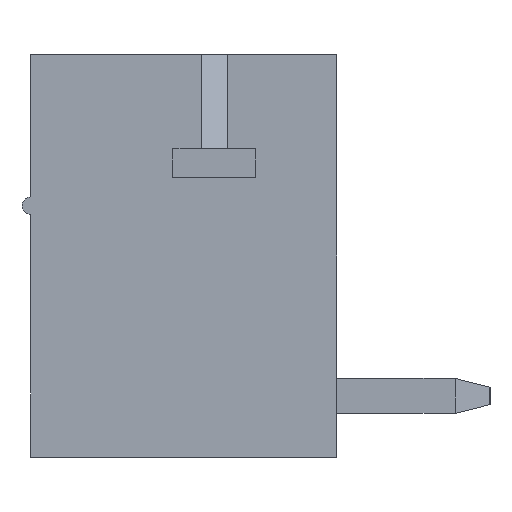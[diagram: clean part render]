
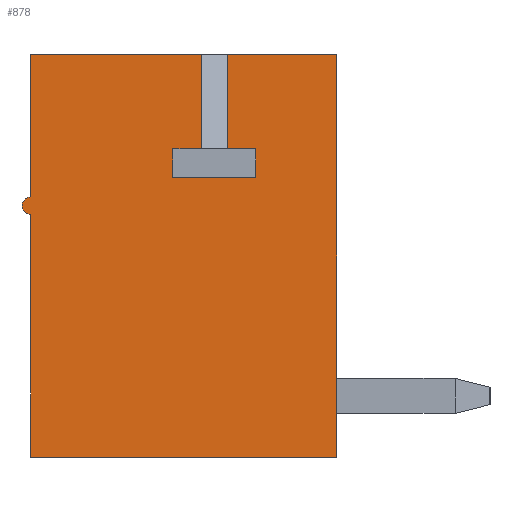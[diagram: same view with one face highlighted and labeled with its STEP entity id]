
A CAD part, left-side view. The second image highlights one B-rep face of the part: STEP entity #878.
In plain terms, the highlighted planar face has unit normal (-1, 0, 0).
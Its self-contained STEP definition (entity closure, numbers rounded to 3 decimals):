
#878 = ADVANCED_FACE( '', ( #1799 ), #1800, .F. );
#1799 = FACE_OUTER_BOUND( '', #2764, .T. );
#1800 = PLANE( '', #2765 );
#2764 = EDGE_LOOP( '', ( #5220, #5221, #5222, #5223, #5224, #5225, #5226, #5227, #5228, #5229, #5230, #5231, #5232, #5233 ) );
#2765 = AXIS2_PLACEMENT_3D( '', #5234, #5235, #5236 );
#5220 = ORIENTED_EDGE( '', *, *, #6976, .T. );
#5221 = ORIENTED_EDGE( '', *, *, #6099, .T. );
#5222 = ORIENTED_EDGE( '', *, *, #6782, .F. );
#5223 = ORIENTED_EDGE( '', *, *, #6977, .T. );
#5224 = ORIENTED_EDGE( '', *, *, #6667, .T. );
#5225 = ORIENTED_EDGE( '', *, *, #6430, .T. );
#5226 = ORIENTED_EDGE( '', *, *, #6884, .F. );
#5227 = ORIENTED_EDGE( '', *, *, #6228, .F. );
#5228 = ORIENTED_EDGE( '', *, *, #6778, .F. );
#5229 = ORIENTED_EDGE( '', *, *, #6052, .T. );
#5230 = ORIENTED_EDGE( '', *, *, #6978, .T. );
#5231 = ORIENTED_EDGE( '', *, *, #6690, .T. );
#5232 = ORIENTED_EDGE( '', *, *, #6979, .T. );
#5233 = ORIENTED_EDGE( '', *, *, #6980, .T. );
#5234 = CARTESIAN_POINT( '', ( -12.025, 0., 0. ) );
#5235 = DIRECTION( '', ( 1., 0., 0. ) );
#5236 = DIRECTION( '', ( 0., 0., -1. ) );
#6052 = EDGE_CURVE( '', #7246, #7302, #7303, .T. );
#6099 = EDGE_CURVE( '', #7381, #7249, #7383, .T. );
#6228 = EDGE_CURVE( '', #7606, #7608, #7609, .T. );
#6430 = EDGE_CURVE( '', #7939, #7944, #7946, .T. );
#6667 = EDGE_CURVE( '', #8305, #7939, #8306, .F. );
#6690 = EDGE_CURVE( '', #8335, #8336, #8337, .T. );
#6778 = EDGE_CURVE( '', #7246, #7606, #8460, .T. );
#6782 = EDGE_CURVE( '', #8464, #7249, #8466, .T. );
#6884 = EDGE_CURVE( '', #7608, #7944, #8594, .T. );
#6976 = EDGE_CURVE( '', #8701, #7381, #8702, .T. );
#6977 = EDGE_CURVE( '', #8464, #8305, #8703, .T. );
#6978 = EDGE_CURVE( '', #7302, #8335, #8704, .T. );
#6979 = EDGE_CURVE( '', #8336, #8705, #8706, .T. );
#6980 = EDGE_CURVE( '', #8705, #8701, #8707, .T. );
#7246 = VERTEX_POINT( '', #9044 );
#7249 = VERTEX_POINT( '', #9048 );
#7302 = VERTEX_POINT( '', #9125 );
#7303 = LINE( '', #9126, #9127 );
#7381 = VERTEX_POINT( '', #9240 );
#7383 = LINE( '', #9243, #9244 );
#7606 = VERTEX_POINT( '', #9570 );
#7608 = VERTEX_POINT( '', #9573 );
#7609 = LINE( '', #9574, #9575 );
#7939 = VERTEX_POINT( '', #10055 );
#7944 = VERTEX_POINT( '', #10062 );
#7946 = LINE( '', #10065, #10066 );
#8305 = VERTEX_POINT( '', #10592 );
#8306 = CIRCLE( '', #10593, 0.2 );
#8335 = VERTEX_POINT( '', #10638 );
#8336 = VERTEX_POINT( '', #10639 );
#8337 = LINE( '', #10640, #10641 );
#8460 = LINE( '', #10835, #10836 );
#8464 = VERTEX_POINT( '', #10842 );
#8466 = LINE( '', #10845, #10846 );
#8594 = LINE( '', #11039, #11040 );
#8701 = VERTEX_POINT( '', #11193 );
#8702 = LINE( '', #11194, #11195 );
#8703 = LINE( '', #11196, #11197 );
#8704 = LINE( '', #11198, #11199 );
#8705 = VERTEX_POINT( '', #11200 );
#8706 = LINE( '', #11201, #11202 );
#8707 = LINE( '', #11203, #11204 );
#9044 = CARTESIAN_POINT( '', ( -12.025, -1.1, 4.6 ) );
#9048 = CARTESIAN_POINT( '', ( -12.025, -0.5, 4.6 ) );
#9125 = CARTESIAN_POINT( '', ( -12.025, -1.1, 2.45 ) );
#9126 = CARTESIAN_POINT( '', ( -12.025, -1.1, 4.6 ) );
#9127 = VECTOR( '', #11486, 1000. );
#9240 = CARTESIAN_POINT( '', ( -12.025, -0.5, 2.45 ) );
#9243 = CARTESIAN_POINT( '', ( -12.025, -0.5, 2.45 ) );
#9244 = VECTOR( '', #11529, 1000. );
#9570 = CARTESIAN_POINT( '', ( -12.025, -3.6, 4.6 ) );
#9573 = CARTESIAN_POINT( '', ( -12.025, -3.6, -4.6 ) );
#9574 = CARTESIAN_POINT( '', ( -12.025, -3.6, 4.6 ) );
#9575 = VECTOR( '', #11646, 1000. );
#10055 = CARTESIAN_POINT( '', ( -12.025, 3.4, 0.95 ) );
#10062 = CARTESIAN_POINT( '', ( -12.025, 3.4, -4.6 ) );
#10065 = CARTESIAN_POINT( '', ( -12.025, 3.4, 0. ) );
#10066 = VECTOR( '', #11830, 1000. );
#10592 = CARTESIAN_POINT( '', ( -12.025, 3.4, 1.35 ) );
#10593 = AXIS2_PLACEMENT_3D( '', #12040, #12041, #12042 );
#10638 = CARTESIAN_POINT( '', ( -12.025, -1.75, 2.45 ) );
#10639 = CARTESIAN_POINT( '', ( -12.025, -1.75, 1.8 ) );
#10640 = CARTESIAN_POINT( '', ( -12.025, -1.75, 2.45 ) );
#10641 = VECTOR( '', #12059, 1000. );
#10835 = CARTESIAN_POINT( '', ( -12.025, 3.6, 4.6 ) );
#10836 = VECTOR( '', #12146, 1000. );
#10842 = CARTESIAN_POINT( '', ( -12.025, 3.4, 4.6 ) );
#10845 = CARTESIAN_POINT( '', ( -12.025, 3.6, 4.6 ) );
#10846 = VECTOR( '', #12150, 1000. );
#11039 = CARTESIAN_POINT( '', ( -12.025, -3.6, -4.6 ) );
#11040 = VECTOR( '', #12222, 1000. );
#11193 = CARTESIAN_POINT( '', ( -12.025, 0.15, 2.45 ) );
#11194 = CARTESIAN_POINT( '', ( -12.025, 0.15, 2.45 ) );
#11195 = VECTOR( '', #12284, 1000. );
#11196 = CARTESIAN_POINT( '', ( -12.025, 3.4, 0. ) );
#11197 = VECTOR( '', #12285, 1000. );
#11198 = CARTESIAN_POINT( '', ( -12.025, -1.1, 2.45 ) );
#11199 = VECTOR( '', #12286, 1000. );
#11200 = CARTESIAN_POINT( '', ( -12.025, 0.15, 1.8 ) );
#11201 = CARTESIAN_POINT( '', ( -12.025, -1.75, 1.8 ) );
#11202 = VECTOR( '', #12287, 1000. );
#11203 = CARTESIAN_POINT( '', ( -12.025, 0.15, 1.8 ) );
#11204 = VECTOR( '', #12288, 1000. );
#11486 = DIRECTION( '', ( 0., 0., -1. ) );
#11529 = DIRECTION( '', ( 0., 0., 1. ) );
#11646 = DIRECTION( '', ( 0., 0., -1. ) );
#11830 = DIRECTION( '', ( 0., 0., -1. ) );
#12040 = CARTESIAN_POINT( '', ( -12.025, 3.4, 1.15 ) );
#12041 = DIRECTION( '', ( 1., 0., 0. ) );
#12042 = DIRECTION( '', ( 0., 0., -1. ) );
#12059 = DIRECTION( '', ( 0., 0., -1. ) );
#12146 = DIRECTION( '', ( 0., -1., 0. ) );
#12150 = DIRECTION( '', ( 0., -1., 0. ) );
#12222 = DIRECTION( '', ( 0., 1., 0. ) );
#12284 = DIRECTION( '', ( 0., -1., 0. ) );
#12285 = DIRECTION( '', ( 0., 0., -1. ) );
#12286 = DIRECTION( '', ( 0., -1., 0. ) );
#12287 = DIRECTION( '', ( 0., 1., 0. ) );
#12288 = DIRECTION( '', ( 0., 0., 1. ) );
